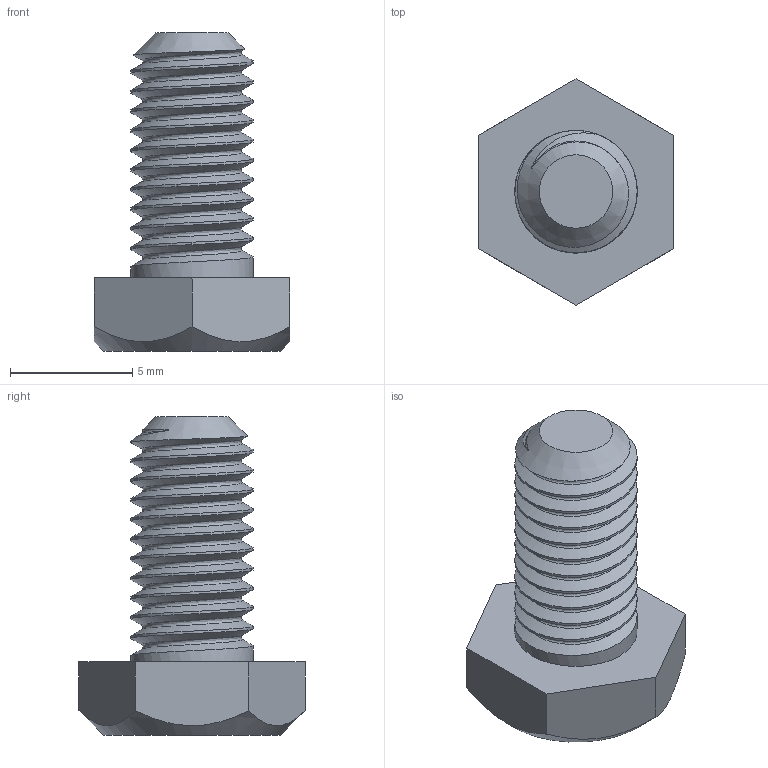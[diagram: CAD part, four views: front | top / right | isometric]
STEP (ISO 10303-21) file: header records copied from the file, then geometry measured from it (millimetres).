
FILE_DESCRIPTION(('STEP AP242'), '1');
FILE_NAME('櫻蠉錪', '', ('UNSPECIFIED'), ('UNSPECIFIED'), 'C3D Converter', 'C3D Toolkit', '');
FILE_SCHEMA(('AP242_MANAGED_MODEL_BASED_3D_ENGINEERING_MIM_LF { 1 0 10303 442 1 1 4 }'));
Length unit declared in the file: millimetre
Bounding box: 8 x 9.24 x 13 mm (x, y, z)
Volume: 318.8 mm3; surface area: 400 mm2
Topology: 2 solids, 2 shells, 28 faces, 73 edges, 54 vertices
Faces by surface type: plane 12, cylinder 11, bspline 3, cone 2
Full cylindrical faces by diameter (mm): 0.02 x1, 0.04 x1, 5 x1
Entity records: 10969 total; most frequent: CARTESIAN_POINT 10119, ORIENTED_EDGE 120, DIRECTION 90, EDGE_CURVE 60, VERTEX_POINT 43, EDGE_LOOP 35, AXIS2_PLACEMENT_3D 34, COLOUR_RGB 33
